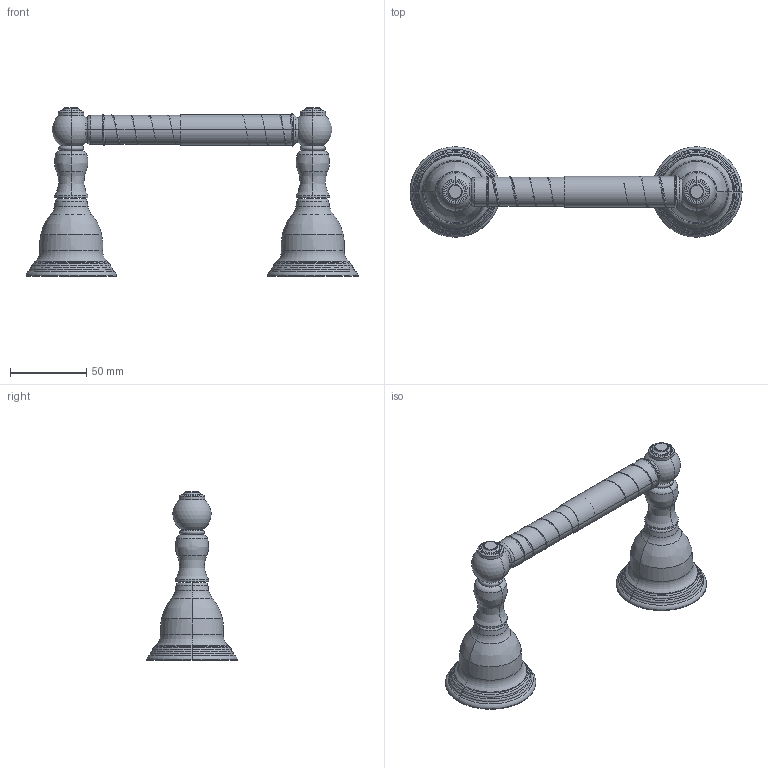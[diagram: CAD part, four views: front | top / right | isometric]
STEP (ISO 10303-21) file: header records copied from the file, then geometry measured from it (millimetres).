
FILE_DESCRIPTION((''),'2;1');
FILE_NAME('12-28_WEB','2010-08-13T',('project'),(''),'PRO/ENGINEER BY PARAMETRIC TECHNOLOGY CORPORATION, 2009300','PRO/ENGINEER BY PARAMETRIC TECHNOLOGY CORPORATION, 2009300','');
FILE_SCHEMA(('CONFIG_CONTROL_DESIGN'));
Length unit declared in the file: inch
Products named in the file (1): 12-28_WEB
Bounding box: 218.19 x 59.44 x 110.85 mm (x, y, z)
Surface area: 43830.7 mm2 (no closed solid volume)
Topology: 0 solids, 14 shells, 149 faces, 296 edges, 162 vertices
Faces by surface type: torus 76, bspline 26, cylinder 20, plane 15, cone 8, sphere 4
Entity records: 6996 total; most frequent: CARTESIAN_POINT 3903, DIRECTION 746, ORIENTED_EDGE 566, AXIS2_PLACEMENT_3D 359, EDGE_CURVE 296, CIRCLE 236, VERTEX_POINT 162, EDGE_LOOP 149
